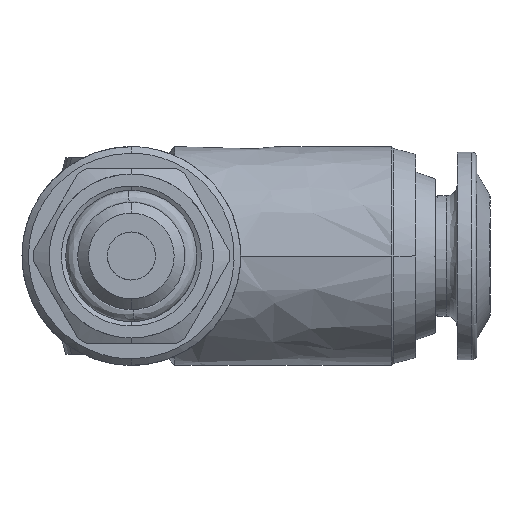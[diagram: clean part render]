
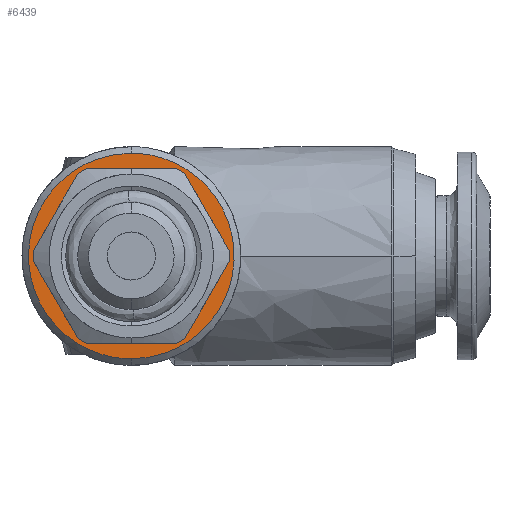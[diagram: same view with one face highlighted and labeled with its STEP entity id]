
A CAD part, left-side view. The second image highlights one B-rep face of the part: STEP entity #6439.
In plain terms, the highlighted free-form (B-spline) face has degree [1, 1] with [2, 2] control points.
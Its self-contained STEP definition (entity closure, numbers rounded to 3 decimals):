
#11 = CARTESIAN_POINT ( 'NONE',  ( -6.8, 0.617, -4.7 ) ) ;
#44 = CARTESIAN_POINT ( 'NONE',  ( -6.8, 0., -4.7 ) ) ;
#85 = ORIENTED_EDGE ( 'NONE', *, *, #3862, .T. ) ;
#108 = CARTESIAN_POINT ( 'NONE',  ( -6.8, 3.76, -2.887 ) ) ;
#113 = CARTESIAN_POINT ( 'NONE',  ( -6.8, 0., 4.7 ) ) ;
#142 = CARTESIAN_POINT ( 'NONE',  ( -6.8, 3.76, 2.887 ) ) ;
#392 = CARTESIAN_POINT ( 'NONE',  ( -6.8, 0.98, 3.653 ) ) ;
#514 = CARTESIAN_POINT ( 'NONE',  ( -6.8, -2.303, -3. ) ) ;
#575 = EDGE_LOOP ( 'NONE', ( #2309, #1757 ) ) ;
#748 = CARTESIAN_POINT ( 'NONE',  ( -6.8, -4.578, 1.228 ) ) ;
#808 = CARTESIAN_POINT ( 'NONE',  ( -6.8, 2.887, -3.76 ) ) ;
#965 = CARTESIAN_POINT ( 'NONE',  ( -6.8, 0., 3.75 ) ) ;
#1217 = CARTESIAN_POINT ( 'NONE',  ( -6.8, 0., -3.75 ) ) ;
#1264 = CARTESIAN_POINT ( 'NONE',  ( -6.8, -3.653, 0.98 ) ) ;
#1345 = CARTESIAN_POINT ( 'NONE',  ( -6.8, -0.617, 4.7 ) ) ;
#1433 = CARTESIAN_POINT ( 'NONE',  ( -6.8, -4.7, -0.617 ) ) ;
#1466 = CARTESIAN_POINT ( 'NONE',  ( -6.8, -2.887, -3.76 ) ) ;
#1492 = CARTESIAN_POINT ( 'NONE',  ( -6.8, 2.369, -4.106 ) ) ;
#1697 = CARTESIAN_POINT ( 'NONE',  ( -6.8, 3., -2.303 ) ) ;
#1724 = CARTESIAN_POINT ( 'NONE',  ( -6.8, 0., -3.75 ) ) ;
#1757 = ORIENTED_EDGE ( 'NONE', *, *, #5487, .T. ) ;
#1879 = CARTESIAN_POINT ( 'NONE',  ( -6.8, 0., -3.75 ) ) ;
#2043 = CARTESIAN_POINT ( 'NONE',  ( -6.8, 4.578, 1.228 ) ) ;
#2148 = CARTESIAN_POINT ( 'NONE',  ( -6.8, -4.106, -2.369 ) ) ;
#2293 = ORIENTED_EDGE ( 'NONE', *, *, #6340, .T. ) ;
#2309 = ORIENTED_EDGE ( 'NONE', *, *, #3253, .T. ) ;
#2374 = CARTESIAN_POINT ( 'NONE',  ( -6.8, 3.653, 0.98 ) ) ;
#2561 = CARTESIAN_POINT ( 'NONE',  ( -6.8, 0., 3.75 ) ) ;
#2629 = CARTESIAN_POINT ( 'NONE',  ( -6.8, -2.303, 3. ) ) ;
#2741 = CARTESIAN_POINT ( 'NONE',  ( -6.8, -4.578, -1.228 ) ) ;
#2831 = CARTESIAN_POINT ( 'NONE',  ( -6.8, -1.228, -4.578 ) ) ;
#3047 = CARTESIAN_POINT ( 'NONE',  ( -6.8, 2.303, -3. ) ) ;
#3253 = EDGE_CURVE ( 'NONE', #5113, #7759, #8568, .T. ) ;
#3257 = CARTESIAN_POINT ( 'NONE',  ( -6.8, -1.89, 3.276 ) ) ;
#3288 = CARTESIAN_POINT ( 'NONE',  ( -6.8, -3., -2.303 ) ) ;
#3312 = CARTESIAN_POINT ( 'NONE',  ( -6.8, -3.276, -1.89 ) ) ;
#3402 = CARTESIAN_POINT ( 'NONE',  ( -6.8, -1.228, 4.578 ) ) ;
#3425 = CARTESIAN_POINT ( 'NONE',  ( -6.8, 4.7, -0.617 ) ) ;
#3522 = CARTESIAN_POINT ( 'NONE',  ( -6.8, 1.228, 4.578 ) ) ;
#3611 = VERTEX_POINT ( 'NONE', #8691 ) ;
#3650 = CARTESIAN_POINT ( 'NONE',  ( -6.8, 4.756, 4.756 ) ) ;
#3762 = CARTESIAN_POINT ( 'NONE',  ( -6.8, 3., 2.303 ) ) ;
#3784 = CARTESIAN_POINT ( 'NONE',  ( -6.8, 1.89, -3.276 ) ) ;
#3790 = CARTESIAN_POINT ( 'NONE',  ( -6.8, 0., 4.7 ) ) ;
#3815 = CARTESIAN_POINT ( 'NONE',  ( -6.8, 0.98, -3.653 ) ) ;
#3862 = EDGE_CURVE ( 'NONE', #7756, #3611, #4115, .T. ) ;
#4032 = CARTESIAN_POINT ( 'NONE',  ( -6.8, -3.653, -0.98 ) ) ;
#4115 = B_SPLINE_CURVE_WITH_KNOTS ( 'NONE', 3,
 ( #6138, #8206, #3522, #6258, #4138, #142, #8270, #2043, #4199, #3425, #5554, #5590, #108, #808, #1492, #8180, #11, #44 ),
 .UNSPECIFIED., .F., .F.,
 ( 4, 2, 2, 2, 2, 2, 2, 2, 4 ),
 ( 0., 0.393, 0.785, 1.178, 1.571, 1.963, 2.356, 2.749, 3.142 ),
 .UNSPECIFIED. ) ;
#4138 = CARTESIAN_POINT ( 'NONE',  ( -6.8, 2.887, 3.76 ) ) ;
#4199 = CARTESIAN_POINT ( 'NONE',  ( -6.8, 4.7, 0.617 ) ) ;
#4472 = CARTESIAN_POINT ( 'NONE',  ( -6.8, 1.89, 3.276 ) ) ;
#4602 = CARTESIAN_POINT ( 'NONE',  ( -6.8, -0.98, 3.653 ) ) ;
#4607 = CARTESIAN_POINT ( 'NONE',  ( -6.8, 0., 3.75 ) ) ;
#4654 = CARTESIAN_POINT ( 'NONE',  ( -6.8, -0.617, -4.7 ) ) ;
#4691 = CARTESIAN_POINT ( 'NONE',  ( -6.8, -0.492, -3.75 ) ) ;
#4724 = CARTESIAN_POINT ( 'NONE',  ( -6.8, -0.98, -3.653 ) ) ;
#5113 = VERTEX_POINT ( 'NONE', #4607 ) ;
#5288 = CARTESIAN_POINT ( 'NONE',  ( -6.8, 0., -4.7 ) ) ;
#5325 = CARTESIAN_POINT ( 'NONE',  ( -6.8, -3., 2.303 ) ) ;
#5358 = CARTESIAN_POINT ( 'NONE',  ( -6.8, -3.276, 1.89 ) ) ;
#5487 = EDGE_CURVE ( 'NONE', #7759, #5113, #5529, .T. ) ;
#5497 = CARTESIAN_POINT ( 'NONE',  ( -6.8, -3.76, -2.887 ) ) ;
#5528 = CARTESIAN_POINT ( 'NONE',  ( -6.8, -2.369, -4.106 ) ) ;
#5529 = B_SPLINE_CURVE_WITH_KNOTS ( 'NONE', 3,
 ( #1724, #7127, #3815, #3784, #3047, #1697, #6462, #6410, #5733, #8556, #2374, #6492, #3762, #8524, #4472, #392, #8580, #965 ),
 .UNSPECIFIED., .F., .F.,
 ( 4, 2, 2, 2, 2, 2, 2, 2, 4 ),
 ( 0., 0.393, 0.785, 1.178, 1.571, 1.963, 2.356, 2.749, 3.142 ),
 .UNSPECIFIED. ) ;
#5554 = CARTESIAN_POINT ( 'NONE',  ( -6.8, 4.578, -1.228 ) ) ;
#5590 = CARTESIAN_POINT ( 'NONE',  ( -6.8, 4.106, -2.369 ) ) ;
#5733 = CARTESIAN_POINT ( 'NONE',  ( -6.8, 3.75, -0.492 ) ) ;
#5943 = FACE_BOUND ( 'NONE', #575, .T. ) ;
#5974 = CARTESIAN_POINT ( 'NONE',  ( -6.8, -1.89, -3.276 ) ) ;
#6138 = CARTESIAN_POINT ( 'NONE',  ( -6.8, 0., 4.7 ) ) ;
#6258 = CARTESIAN_POINT ( 'NONE',  ( -6.8, 2.369, 4.106 ) ) ;
#6288 = CARTESIAN_POINT ( 'NONE',  ( -6.8, 4.756, -4.756 ) ) ;
#6321 = CARTESIAN_POINT ( 'NONE',  ( -6.8, -4.756, 4.756 ) ) ;
#6340 = EDGE_CURVE ( 'NONE', #3611, #7756, #6926, .T. ) ;
#6410 = CARTESIAN_POINT ( 'NONE',  ( -6.8, 3.653, -0.98 ) ) ;
#6439 = ADVANCED_FACE ( 'NONE', ( #5943, #7307 ), #8761, .T. ) ;
#6462 = CARTESIAN_POINT ( 'NONE',  ( -6.8, 3.276, -1.89 ) ) ;
#6492 = CARTESIAN_POINT ( 'NONE',  ( -6.8, 3.276, 1.89 ) ) ;
#6676 = CARTESIAN_POINT ( 'NONE',  ( -6.8, -3.75, 0.492 ) ) ;
#6774 = CARTESIAN_POINT ( 'NONE',  ( -6.8, -3.75, -0.492 ) ) ;
#6919 = CARTESIAN_POINT ( 'NONE',  ( -6.8, -3.76, 2.887 ) ) ;
#6926 = B_SPLINE_CURVE_WITH_KNOTS ( 'NONE', 3,
 ( #5288, #4654, #2831, #5528, #1466, #5497, #2148, #2741, #1433, #7586, #748, #8245, #6919, #7461, #7523, #3402, #1345, #113 ),
 .UNSPECIFIED., .F., .F.,
 ( 4, 2, 2, 2, 2, 2, 2, 2, 4 ),
 ( 0., 0.393, 0.785, 1.178, 1.571, 1.963, 2.356, 2.749, 3.142 ),
 .UNSPECIFIED. ) ;
#6977 = CARTESIAN_POINT ( 'NONE',  ( -6.8, -4.756, -4.756 ) ) ;
#7127 = CARTESIAN_POINT ( 'NONE',  ( -6.8, 0.492, -3.75 ) ) ;
#7307 = FACE_OUTER_BOUND ( 'NONE', #7761, .T. ) ;
#7326 = CARTESIAN_POINT ( 'NONE',  ( -6.8, -0.492, 3.75 ) ) ;
#7461 = CARTESIAN_POINT ( 'NONE',  ( -6.8, -2.887, 3.76 ) ) ;
#7523 = CARTESIAN_POINT ( 'NONE',  ( -6.8, -2.369, 4.106 ) ) ;
#7586 = CARTESIAN_POINT ( 'NONE',  ( -6.8, -4.7, 0.617 ) ) ;
#7756 = VERTEX_POINT ( 'NONE', #3790 ) ;
#7759 = VERTEX_POINT ( 'NONE', #1217 ) ;
#7761 = EDGE_LOOP ( 'NONE', ( #2293, #85 ) ) ;
#8180 = CARTESIAN_POINT ( 'NONE',  ( -6.8, 1.228, -4.578 ) ) ;
#8206 = CARTESIAN_POINT ( 'NONE',  ( -6.8, 0.617, 4.7 ) ) ;
#8245 = CARTESIAN_POINT ( 'NONE',  ( -6.8, -4.106, 2.369 ) ) ;
#8270 = CARTESIAN_POINT ( 'NONE',  ( -6.8, 4.106, 2.369 ) ) ;
#8524 = CARTESIAN_POINT ( 'NONE',  ( -6.8, 2.303, 3. ) ) ;
#8556 = CARTESIAN_POINT ( 'NONE',  ( -6.8, 3.75, 0.492 ) ) ;
#8568 = B_SPLINE_CURVE_WITH_KNOTS ( 'NONE', 3,
 ( #2561, #7326, #4602, #3257, #2629, #5325, #5358, #1264, #6676, #6774, #4032, #3312, #3288, #514, #5974, #4724, #4691, #1879 ),
 .UNSPECIFIED., .F., .F.,
 ( 4, 2, 2, 2, 2, 2, 2, 2, 4 ),
 ( 0., 0.393, 0.785, 1.178, 1.571, 1.963, 2.356, 2.749, 3.142 ),
 .UNSPECIFIED. ) ;
#8580 = CARTESIAN_POINT ( 'NONE',  ( -6.8, 0.492, 3.75 ) ) ;
#8691 = CARTESIAN_POINT ( 'NONE',  ( -6.8, 0., -4.7 ) ) ;
#8761 = B_SPLINE_SURFACE_WITH_KNOTS ( 'NONE', 1, 1, ( 
 ( #6977, #6288 ),
 ( #6321, #3650 ) ),
 .UNSPECIFIED., .F., .F., .F.,
 ( 2, 2 ),
 ( 2, 2 ),
 ( 0., 1. ),
 ( 0., 1. ),
 .UNSPECIFIED. ) ;
